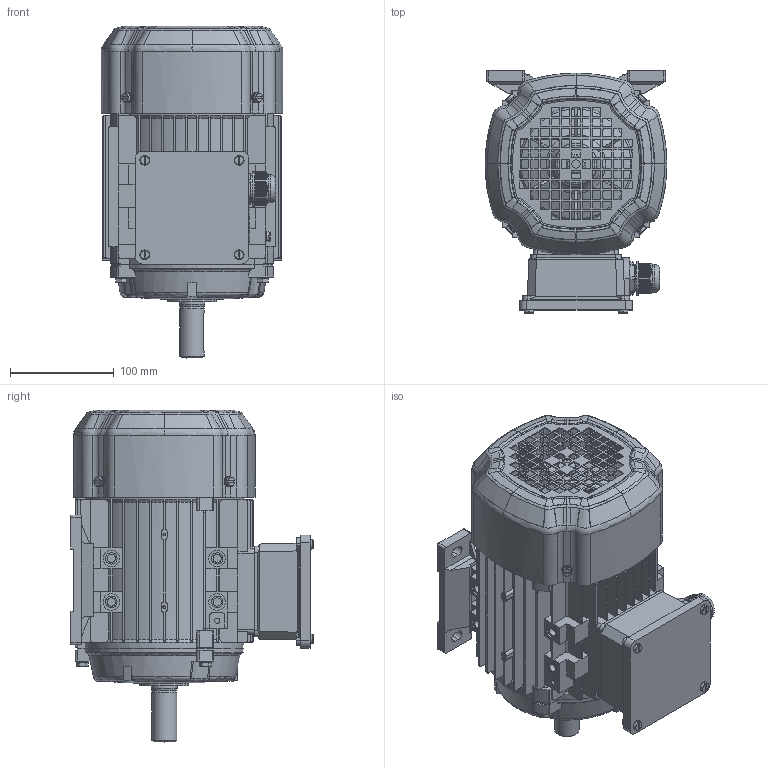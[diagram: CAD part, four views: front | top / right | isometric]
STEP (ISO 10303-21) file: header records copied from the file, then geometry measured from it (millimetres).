
FILE_DESCRIPTION(/* description */ (''),/* implementation_level */ '2;1');
FILE_NAME(/* name */ 'JL3-90S-B3.stp',/* time_stamp */ '2014-06-09T13:54:30+08:00',/* author */ (''),/* organization */ (''),/* preprocessor_version */ 'ST-DEVELOPER v14',/* originating_system */ 'SIEMENS PLM Software NX 8.0',/* authorisation */ '');
FILE_SCHEMA (('AUTOMOTIVE_DESIGN { 1 0 10303 214 3 1 1 1 }'));
Products named in the file (1): jl04101F82vlb8
Bounding box: 175 x 233.5 x 320 mm (x, y, z)
Volume: 1224225.1 mm3; surface area: 807957.7 mm2
Topology: 56 solids, 56 shells, 4047 faces, 11025 edges, 7213 vertices
Faces by surface type: plane 2115, cylinder 1182, bspline 377, cone 201, torus 172
Full cylindrical faces by diameter (mm): 2.5 x4, 4 x11, 4.48 x9, 4.8 x4, 5 x25, 5.3 x5, 5.35 x6, 5.8 x14, 6 x12, 7 x12, 8 x18, 8.58 x4, 9 x4, 10 x5, 11 x12, 12 x8, 13 x4, 14.785 x4, 15 x4, 16 x12, 17.188 x1, 17.9 x1, 18.2 x1, 19.2 x3, 20.312 x3, 23 x1, 23.438 x10, 24 x3, 24.219 x6, 25 x24
Entity records: 177751 total; most frequent: CARTESIAN_POINT 81213, ORIENTED_EDGE 20788, DIRECTION 18247, EDGE_CURVE 10394, VERTEX_POINT 6967, AXIS2_PLACEMENT_3D 6479, LINE 5289, VECTOR 5289
